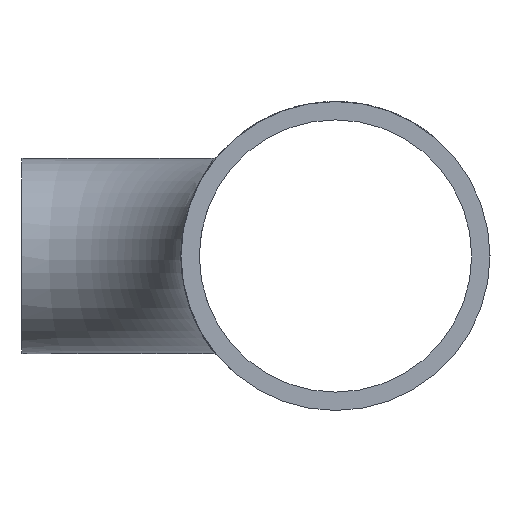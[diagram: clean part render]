
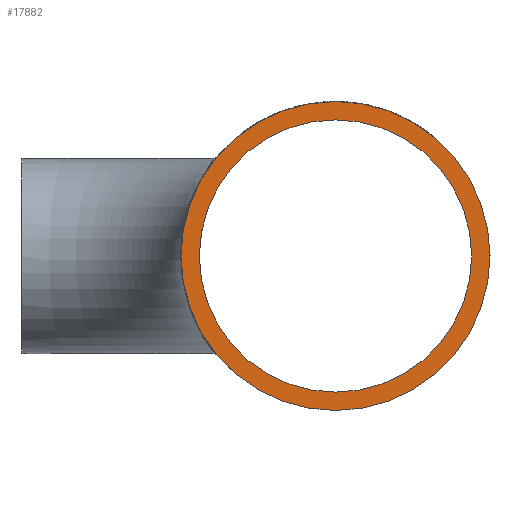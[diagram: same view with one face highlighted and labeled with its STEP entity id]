
A CAD part, left-side view. The second image highlights one B-rep face of the part: STEP entity #17882.
In plain terms, the highlighted planar face has unit normal (-1, 0, 0).
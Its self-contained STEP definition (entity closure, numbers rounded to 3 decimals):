
#593 = EDGE_LOOP ( 'NONE', ( #5195 ) ) ;
#736 = CARTESIAN_POINT ( 'NONE',  ( -38., -34.19, 0. ) ) ;
#1108 = ORIENTED_EDGE ( 'NONE', *, *, #12004, .F. ) ;
#1153 = DIRECTION ( 'NONE',  ( 0., 0., -1. ) ) ;
#2059 = DIRECTION ( 'NONE',  ( 1., 0., 0. ) ) ;
#2104 = DIRECTION ( 'NONE',  ( 1., 0., 0. ) ) ;
#2351 = FACE_BOUND ( 'NONE', #593, .T. ) ;
#4099 = DIRECTION ( 'NONE',  ( 0., 0., -1. ) ) ;
#4672 = EDGE_LOOP ( 'NONE', ( #1108 ) ) ;
#4993 = CARTESIAN_POINT ( 'NONE',  ( -38., -34.19, -14.85 ) ) ;
#5195 = ORIENTED_EDGE ( 'NONE', *, *, #6783, .T. ) ;
#6783 = EDGE_CURVE ( 'NONE', #18200, #18200, #20647, .T. ) ;
#11023 = AXIS2_PLACEMENT_3D ( 'NONE', #736, #2059, #4099 ) ;
#11239 = PLANE ( 'NONE',  #17963 ) ;
#11477 = CARTESIAN_POINT ( 'NONE',  ( -38., -34.19, 0. ) ) ;
#12004 = EDGE_CURVE ( 'NONE', #21484, #21484, #18691, .T. ) ;
#14100 = CARTESIAN_POINT ( 'NONE',  ( -38., -34.19, 0. ) ) ;
#17853 = CARTESIAN_POINT ( 'NONE',  ( -38., -34.19, -16.85 ) ) ;
#17882 = ADVANCED_FACE ( 'NONE', ( #2351, #20408 ), #11239, .F. ) ;
#17963 = AXIS2_PLACEMENT_3D ( 'NONE', #11477, #2104, #18588 ) ;
#18200 = VERTEX_POINT ( 'NONE', #4993 ) ;
#18588 = DIRECTION ( 'NONE',  ( 0., 0., -1. ) ) ;
#18691 = CIRCLE ( 'NONE', #22167, 16.85 ) ;
#20356 = DIRECTION ( 'NONE',  ( 1., 0., 0. ) ) ;
#20408 = FACE_OUTER_BOUND ( 'NONE', #4672, .T. ) ;
#20647 = CIRCLE ( 'NONE', #11023, 14.85 ) ;
#21484 = VERTEX_POINT ( 'NONE', #17853 ) ;
#22167 = AXIS2_PLACEMENT_3D ( 'NONE', #14100, #20356, #1153 ) ;
